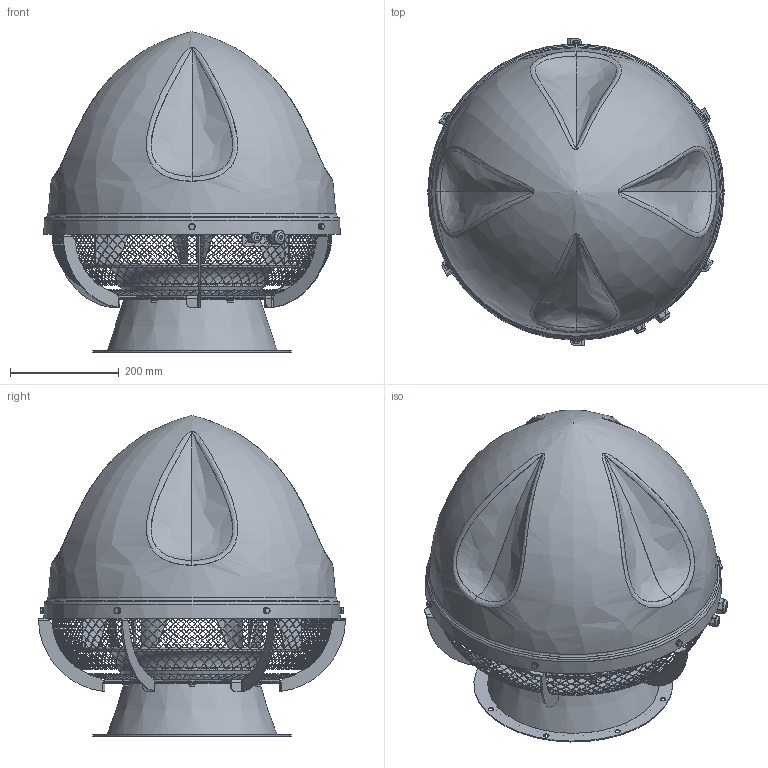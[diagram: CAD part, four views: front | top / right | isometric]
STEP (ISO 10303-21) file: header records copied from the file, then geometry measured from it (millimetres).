
FILE_DESCRIPTION(/* description */ ('812W82 SMART-EC-4000'),/* implementation_level */ '2;1');
FILE_NAME(/* name */ '812W82 SMART-EC-4000.stp',/* time_stamp */ '2022-05-12T14:08:28+02:00',/* author */ ('a.korpacki'),/* organization */ ('KLIMAWENT S.A.'),/* preprocessor_version */ 'ST-DEVELOPER v18.1',/* originating_system */ 'Autodesk Inventor 2021',/* authorisation */ '');
FILE_SCHEMA (('AUTOMOTIVE_DESIGN { 1 0 10303 214 3 1 1 }'));
Length unit declared in the file: millimetre
Products named in the file (1): ~~
Bounding box: 544.3 x 564 x 589.66 mm (x, y, z)
Volume: 3790903 mm3; surface area: 2791623.1 mm2
Topology: 2 solids, 2 shells, 5887 faces, 17150 edges, 10959 vertices
Faces by surface type: plane 4704, cylinder 752, cone 233, torus 110, bspline 88
Full cylindrical faces by diameter (mm): 4 x12, 4.1 x12, 4.2 x12, 4.5 x1, 4.917 x16, 6 x40, 6.2 x12, 6.4 x10, 6.9 x22, 7 x19, 8 x6, 8.88 x18, 9 x28, 9.1 x8, 10 x8, 12 x16, 12.2 x6, 13.5 x8, 14.38 x1, 16 x1, 16.5 x1, 17 x1, 17.2 x1, 18.38 x1, 19 x1, 20.5 x1, 20.7 x1, 22.3 x1, 24.2 x1, 25 x2
Entity records: 231625 total; most frequent: CARTESIAN_POINT 81684, ORIENTED_EDGE 34332, DIRECTION 23476, EDGE_CURVE 17166, VERTEX_POINT 10959, AXIS2_PLACEMENT_3D 8781, B_SPLINE_CURVE_WITH_KNOTS 7937, EDGE_LOOP 7321
